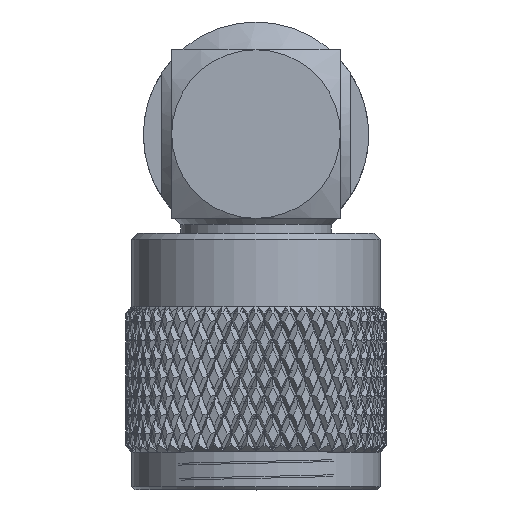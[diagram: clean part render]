
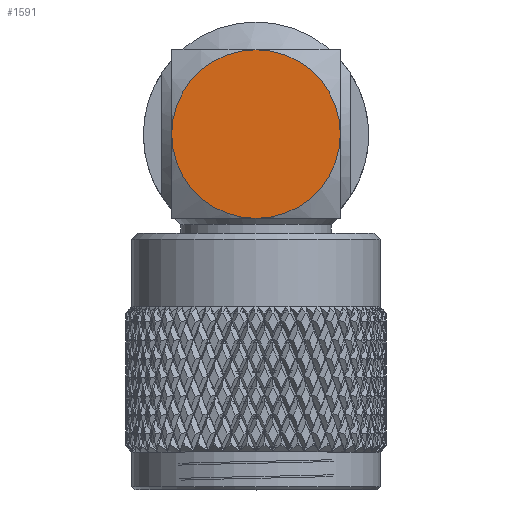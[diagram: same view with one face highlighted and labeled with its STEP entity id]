
A CAD part, top view. The second image highlights one B-rep face of the part: STEP entity #1591.
In plain terms, the highlighted face is planar.
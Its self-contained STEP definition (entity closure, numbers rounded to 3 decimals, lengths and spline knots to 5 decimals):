
#1591 = ADVANCED_FACE ( 'NONE', ( #141408 ), #106591, .F. ) ;
#3475 = VERTEX_POINT ( 'NONE', #73280 ) ;
#6619 = VERTEX_POINT ( 'NONE', #22142 ) ;
#7397 = DIRECTION ( 'NONE',  ( -1., 0., 0. ) ) ;
#8242 = CIRCLE ( 'NONE', #114462, 0.28 ) ;
#11916 = AXIS2_PLACEMENT_3D ( 'NONE', #77726, #88559, #53715 ) ;
#12751 = ORIENTED_EDGE ( 'NONE', *, *, #49098, .T. ) ;
#22142 = CARTESIAN_POINT ( 'NONE',  ( -0.28, -0.28, 0. ) ) ;
#24560 = DIRECTION ( 'NONE',  ( 1., 0., 0. ) ) ;
#35393 = CARTESIAN_POINT ( 'NONE',  ( -0.28, -0.28, 0.28 ) ) ;
#38633 = ORIENTED_EDGE ( 'NONE', *, *, #55047, .F. ) ;
#39842 = AXIS2_PLACEMENT_3D ( 'NONE', #64855, #43118, #135220 ) ;
#43118 = DIRECTION ( 'NONE',  ( 1., 0., 0. ) ) ;
#45487 = DIRECTION ( 'NONE',  ( 0., 0., -1. ) ) ;
#49098 = EDGE_CURVE ( 'NONE', #60410, #3475, #8242, .T. ) ;
#53715 = DIRECTION ( 'NONE',  ( 0., 0., -1. ) ) ;
#55047 = EDGE_CURVE ( 'NONE', #6619, #85389, #117086, .T. ) ;
#59531 = ORIENTED_EDGE ( 'NONE', *, *, #76039, .F. ) ;
#60410 = VERTEX_POINT ( 'NONE', #127500 ) ;
#60432 = DIRECTION ( 'NONE',  ( 1., 0., 0. ) ) ;
#63324 = ORIENTED_EDGE ( 'NONE', *, *, #147699, .F. ) ;
#64855 = CARTESIAN_POINT ( 'NONE',  ( -0.28, 0., 0. ) ) ;
#70523 = CARTESIAN_POINT ( 'NONE',  ( -0.28, 0., 0. ) ) ;
#73280 = CARTESIAN_POINT ( 'NONE',  ( -0.28, 0.28, 0. ) ) ;
#74990 = EDGE_LOOP ( 'NONE', ( #63324, #38633, #59531, #12751 ) ) ;
#76039 = EDGE_CURVE ( 'NONE', #60410, #6619, #125531, .T. ) ;
#77726 = CARTESIAN_POINT ( 'NONE',  ( -0.28, 0., 0. ) ) ;
#78561 = DIRECTION ( 'NONE',  ( 0., 0., 1. ) ) ;
#85389 = VERTEX_POINT ( 'NONE', #98424 ) ;
#88559 = DIRECTION ( 'NONE',  ( 1., 0., 0. ) ) ;
#93518 = AXIS2_PLACEMENT_3D ( 'NONE', #35393, #24560, #45487 ) ;
#98424 = CARTESIAN_POINT ( 'NONE',  ( -0.28, 0., -0.28 ) ) ;
#99206 = CIRCLE ( 'NONE', #39842, 0.28 ) ;
#106591 = PLANE ( 'NONE',  #93518 ) ;
#112583 = CARTESIAN_POINT ( 'NONE',  ( -0.28, 0., 0. ) ) ;
#114462 = AXIS2_PLACEMENT_3D ( 'NONE', #112583, #7397, #78561 ) ;
#117086 = CIRCLE ( 'NONE', #136851, 0.28 ) ;
#119953 = DIRECTION ( 'NONE',  ( 0., 0., -1. ) ) ;
#125531 = CIRCLE ( 'NONE', #11916, 0.28 ) ;
#127500 = CARTESIAN_POINT ( 'NONE',  ( -0.28, 0., 0.28 ) ) ;
#135220 = DIRECTION ( 'NONE',  ( 0., 0., -1. ) ) ;
#136851 = AXIS2_PLACEMENT_3D ( 'NONE', #70523, #60432, #119953 ) ;
#141408 = FACE_OUTER_BOUND ( 'NONE', #74990, .T. ) ;
#147699 = EDGE_CURVE ( 'NONE', #85389, #3475, #99206, .T. ) ;
